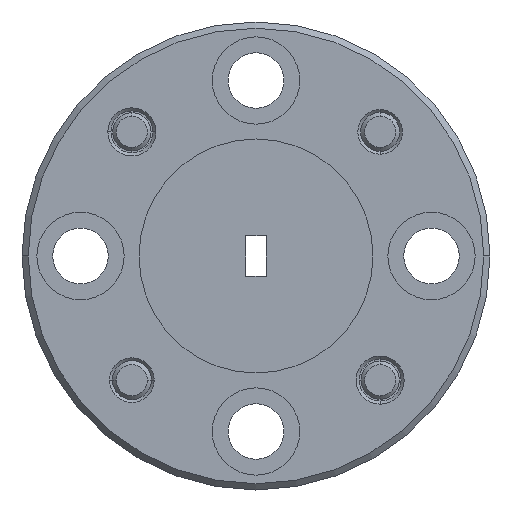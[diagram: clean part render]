
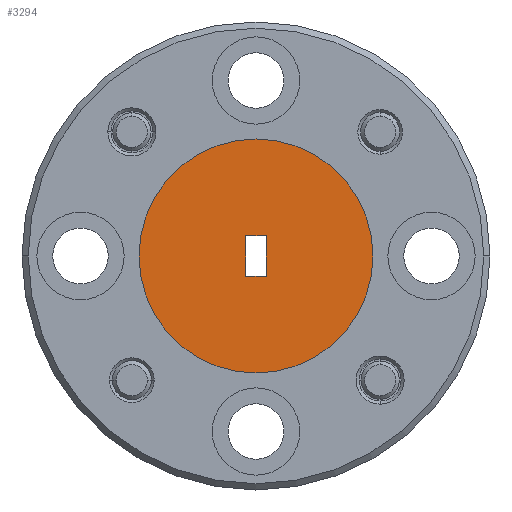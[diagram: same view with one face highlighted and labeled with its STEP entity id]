
A CAD part, left-side view. The second image highlights one B-rep face of the part: STEP entity #3294.
In plain terms, the highlighted planar face has unit normal (-1, 0, 0).
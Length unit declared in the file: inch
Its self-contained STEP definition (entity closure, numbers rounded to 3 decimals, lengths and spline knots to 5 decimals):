
#49 = VERTEX_POINT ( 'NONE', #2762 ) ;
#109 = VERTEX_POINT ( 'NONE', #1522 ) ;
#137 = CARTESIAN_POINT ( 'NONE',  ( 0., 0., 0. ) ) ;
#264 = ORIENTED_EDGE ( 'NONE', *, *, #1093, .T. ) ;
#407 = EDGE_CURVE ( 'NONE', #49, #3844, #919, .T. ) ;
#506 = DIRECTION ( 'NONE',  ( 0., 0., 1. ) ) ;
#641 = CARTESIAN_POINT ( 'NONE',  ( 0., 0., 0. ) ) ;
#776 = VECTOR ( 'NONE', #3817, 39.37008 ) ;
#809 = AXIS2_PLACEMENT_3D ( 'NONE', #641, #968, #3216 ) ;
#848 = CARTESIAN_POINT ( 'NONE',  ( 0., 0.01625, 0. ) ) ;
#877 = CARTESIAN_POINT ( 'NONE',  ( 0., -0.01625, 0.0325 ) ) ;
#919 = LINE ( 'NONE', #1375, #1884 ) ;
#948 = CARTESIAN_POINT ( 'NONE',  ( 0., -0.1875, 0. ) ) ;
#963 = ORIENTED_EDGE ( 'NONE', *, *, #3532, .T. ) ;
#968 = DIRECTION ( 'NONE',  ( 1., 0., 0. ) ) ;
#1093 = EDGE_CURVE ( 'NONE', #109, #49, #2875, .T. ) ;
#1199 = CARTESIAN_POINT ( 'NONE',  ( 0., 0.1875, 0. ) ) ;
#1259 = EDGE_CURVE ( 'NONE', #1296, #3146, #1539, .T. ) ;
#1296 = VERTEX_POINT ( 'NONE', #948 ) ;
#1375 = CARTESIAN_POINT ( 'NONE',  ( 0., -0.01625, -0.0325 ) ) ;
#1522 = CARTESIAN_POINT ( 'NONE',  ( 0., 0.01625, 0.0325 ) ) ;
#1533 = DIRECTION ( 'NONE',  ( -1., 0., 0. ) ) ;
#1539 = CIRCLE ( 'NONE', #809, 0.1875 ) ;
#1565 = CARTESIAN_POINT ( 'NONE',  ( 0., 0., 0. ) ) ;
#1625 = AXIS2_PLACEMENT_3D ( 'NONE', #137, #1533, #4074 ) ;
#1884 = VECTOR ( 'NONE', #2997, 39.37008 ) ;
#2010 = CIRCLE ( 'NONE', #2903, 0.1875 ) ;
#2087 = VECTOR ( 'NONE', #3800, 39.37008 ) ;
#2188 = EDGE_LOOP ( 'NONE', ( #963, #3375, #264, #3738 ) ) ;
#2470 = CARTESIAN_POINT ( 'NONE',  ( 0., -0.01625, -0.0325 ) ) ;
#2575 = CARTESIAN_POINT ( 'NONE',  ( 0., -0.01625, -0.0325 ) ) ;
#2667 = EDGE_CURVE ( 'NONE', #4049, #109, #3612, .T. ) ;
#2762 = CARTESIAN_POINT ( 'NONE',  ( 0., -0.01625, 0.0325 ) ) ;
#2779 = ORIENTED_EDGE ( 'NONE', *, *, #2860, .F. ) ;
#2806 = FACE_OUTER_BOUND ( 'NONE', #2912, .T. ) ;
#2860 = EDGE_CURVE ( 'NONE', #3146, #1296, #2010, .T. ) ;
#2875 = LINE ( 'NONE', #877, #776 ) ;
#2903 = AXIS2_PLACEMENT_3D ( 'NONE', #1565, #3472, #4131 ) ;
#2912 = EDGE_LOOP ( 'NONE', ( #2779, #3230 ) ) ;
#2957 = VECTOR ( 'NONE', #506, 39.37008 ) ;
#2997 = DIRECTION ( 'NONE',  ( 0., 0., -1. ) ) ;
#3006 = CARTESIAN_POINT ( 'NONE',  ( 0., 0.01625, -0.0325 ) ) ;
#3146 = VERTEX_POINT ( 'NONE', #1199 ) ;
#3216 = DIRECTION ( 'NONE',  ( 0., 1., 0. ) ) ;
#3230 = ORIENTED_EDGE ( 'NONE', *, *, #1259, .F. ) ;
#3294 = ADVANCED_FACE ( 'NONE', ( #2806, #3753 ), #3758, .T. ) ;
#3375 = ORIENTED_EDGE ( 'NONE', *, *, #2667, .T. ) ;
#3472 = DIRECTION ( 'NONE',  ( 1., 0., 0. ) ) ;
#3532 = EDGE_CURVE ( 'NONE', #3844, #4049, #4150, .T. ) ;
#3612 = LINE ( 'NONE', #848, #2957 ) ;
#3738 = ORIENTED_EDGE ( 'NONE', *, *, #407, .T. ) ;
#3753 = FACE_BOUND ( 'NONE', #2188, .T. ) ;
#3758 = PLANE ( 'NONE',  #1625 ) ;
#3800 = DIRECTION ( 'NONE',  ( 0., 1., 0. ) ) ;
#3817 = DIRECTION ( 'NONE',  ( 0., -1., 0. ) ) ;
#3844 = VERTEX_POINT ( 'NONE', #2575 ) ;
#4049 = VERTEX_POINT ( 'NONE', #3006 ) ;
#4074 = DIRECTION ( 'NONE',  ( 0., -1., 0. ) ) ;
#4131 = DIRECTION ( 'NONE',  ( 0., 1., 0. ) ) ;
#4150 = LINE ( 'NONE', #2470, #2087 ) ;
